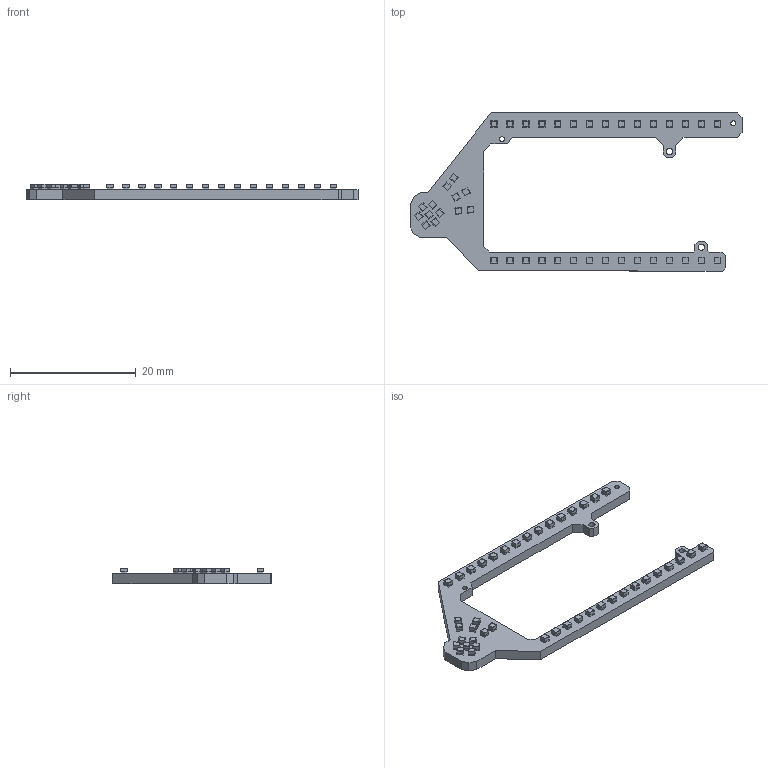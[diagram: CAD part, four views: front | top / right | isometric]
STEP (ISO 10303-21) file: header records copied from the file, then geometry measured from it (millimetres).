
FILE_DESCRIPTION(('KiCad electronic assembly'),'2;1');
FILE_NAME('V5LEDboard.step','2024-07-12T10:53:04',('Pcbnew'),('Kicad'), 'Open CASCADE STEP processor 7.7','KiCad to STEP converter','Unknown' );
FILE_SCHEMA(('AUTOMOTIVE_DESIGN { 1 0 10303 214 1 1 1 1 }'));
Length unit declared in the file: millimetre
Products named in the file (5): V5LEDboard 1; Xl1010 v1; SOLID; V5LEDboard_PCB
Assembly tree (46 placements, depth 3):
  V5LEDboard 1
    Xl1010 v1  x43
      SOLID
      SOLID
    V5LEDboard_PCB
Bounding box: 52.88 x 25.22 x 2.45 mm (x, y, z)
Volume: 735.3 mm3; surface area: 1560.3 mm2
Topology: 87 solids, 87 shells, 734 faces, 1508 edges, 948 vertices
Faces by surface type: bspline 688, plane 42, cylinder 4
Full cylindrical faces by diameter (mm): 0.762 x2, 1 x2
Entity records: 2429 total; most frequent: CARTESIAN_POINT 473, ORIENTED_EDGE 328, DIRECTION 326, EDGE_CURVE 164, LINE 124, VECTOR 124, VERTEX_POINT 108, AXIS2_PLACEMENT_3D 101
